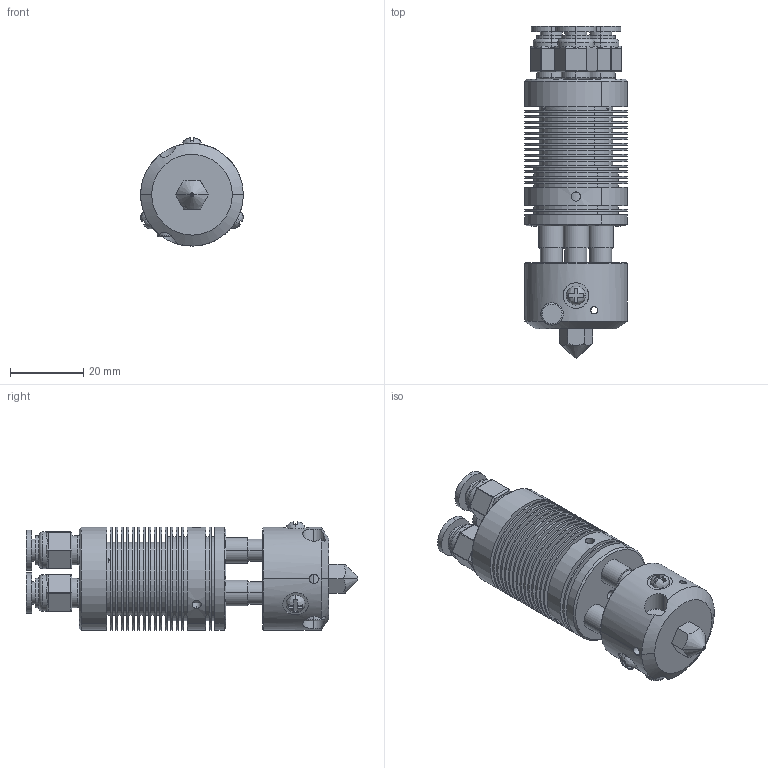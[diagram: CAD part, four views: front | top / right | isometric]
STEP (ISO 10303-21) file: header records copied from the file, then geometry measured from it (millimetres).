
FILE_DESCRIPTION((''),'2;1');
FILE_NAME('HM3_ASM','2020-05-28T',('Administrator'),(''),'PRO/ENGINEER BY PARAMETRIC TECHNOLOGY CORPORATION, 2010480','PRO/ENGINEER BY PARAMETRIC TECHNOLOGY CORPORATION, 2010480','');
FILE_SCHEMA(('CONFIG_CONTROL_DESIGN'));
Length unit declared in the file: millimetre
Products named in the file (11): ZSD-JJG-013-V5; PT_4X2_AF0; PT_4X2_AF1; PT_4X2_AF2; TH_MK10_7X30; ZSD-JJG-230-V6; PWM3X4; NZ-7MM; HE_6X25; PC04-M6; HM3_ASM
Assembly tree (16 placements, depth 2):
  HM3_ASM
    ZSD-JJG-013-V5
    PT_4X2_AF0
    PT_4X2_AF1
    PT_4X2_AF2
    TH_MK10_7X30  x3
    ZSD-JJG-230-V6
    PWM3X4  x3
    NZ-7MM
    HE_6X25
    PC04-M6  x3
Bounding box: 28 x 90.5 x 29.5 mm (x, y, z)
Volume: 31844.3 mm3; surface area: 30610.7 mm2
Topology: 16 solids, 16 shells, 558 faces, 1320 edges, 853 vertices
Faces by surface type: cylinder 304, plane 189, cone 43, torus 16, bspline 6
Entity records: 12360 total; most frequent: CARTESIAN_POINT 3145, DIRECTION 1996, ORIENTED_EDGE 1764, EDGE_CURVE 882, AXIS2_PLACEMENT_3D 834, VERTEX_POINT 569, EDGE_LOOP 481, CIRCLE 427
